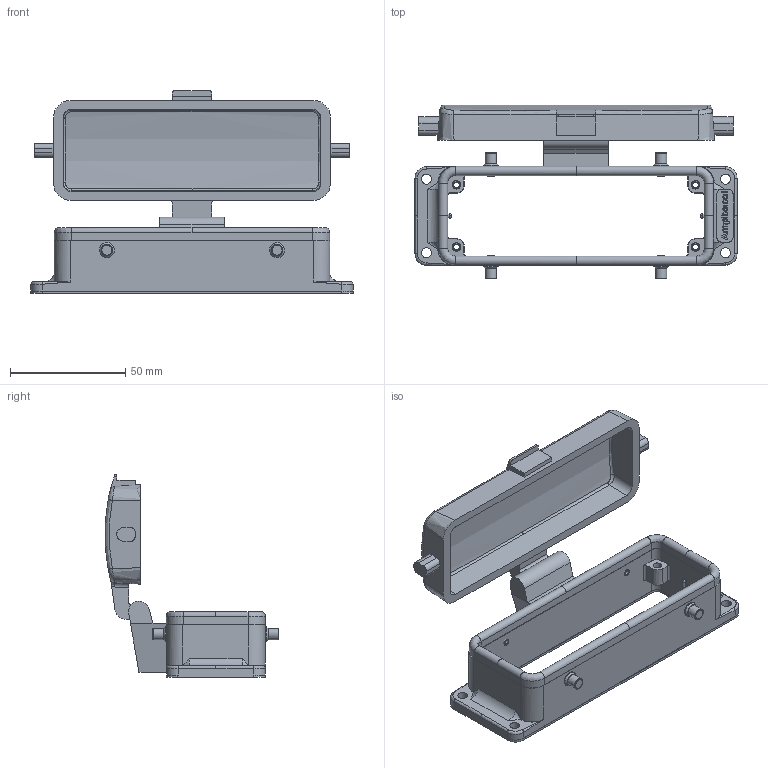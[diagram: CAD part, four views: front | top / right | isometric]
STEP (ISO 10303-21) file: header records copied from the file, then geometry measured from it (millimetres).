
FILE_DESCRIPTION(/* description */ (''),/* implementation_level */ '2;1');
FILE_NAME(/* name */ 'c146 10f024 002 1nxc001-03.stp',/* time_stamp */ '2021-10-29T16:08:34+02:00',/* author */ (''),/* organization */ (''),/* preprocessor_version */ 'ST-DEVELOPER v16.7',/* originating_system */ 'SIEMENS PLM Software NX 12.0',/* authorisation */ '');
FILE_SCHEMA (('AUTOMOTIVE_DESIGN { 1 0 10303 214 3 1 1 1 }'));
Length unit declared in the file: millimetre
Products named in the file (12): n 13 030 0004 1nxm001-02; c146 n07 040 e2nxm001-01; N 13 030 0002 1-05; n 06 080 0001 4nxm001-01; n 03 030 0015 7nxm001-04; c146 n01 011 e2nxm001-02; c146 n02 000 e2nxm001-03; n 06 120 0001nxm001-02; C146 G30 052 E1-01; c146 n07 040 g2nxm001-01; c146 10f024 002 1nxm001-03; c146 10f024 002 1nxc001-03
Assembly tree (15 placements, depth 4):
  c146 10f024 002 1nxc001-03
    c146 10f024 002 1nxm001-03
      C146 G30 052 E1-01
      n 06 120 0001nxm001-02
      c146 n07 040 g2nxm001-01
        c146 n07 040 e2nxm001-01
        n 13 030 0004 1nxm001-02
      c146 n02 000 e2nxm001-03
      c146 n01 011 e2nxm001-02
      n 03 030 0015 7nxm001-04  x2
      n 06 080 0001 4nxm001-01
      N 13 030 0002 1-05  x4
Bounding box: 140 x 75.49 x 88.16 mm (x, y, z)
Volume: 74396.1 mm3; surface area: 43347.5 mm2
Topology: 5 solids, 5 shells, 523 faces, 1373 edges, 884 vertices
Faces by surface type: bspline 196, plane 194, cylinder 97, cone 20, torus 12, revolution 4
Full cylindrical faces by diameter (mm): 2.5 x4, 2.95 x4, 4.3 x4, 4.5 x4, 4.9 x8, 6.5 x4
Entity records: 20111 total; most frequent: CARTESIAN_POINT 5648, ORIENTED_EDGE 2486, DIRECTION 2022, EDGE_CURVE 1243, VERTEX_POINT 825, AXIS2_PLACEMENT_3D 682, LINE 654, VECTOR 654
